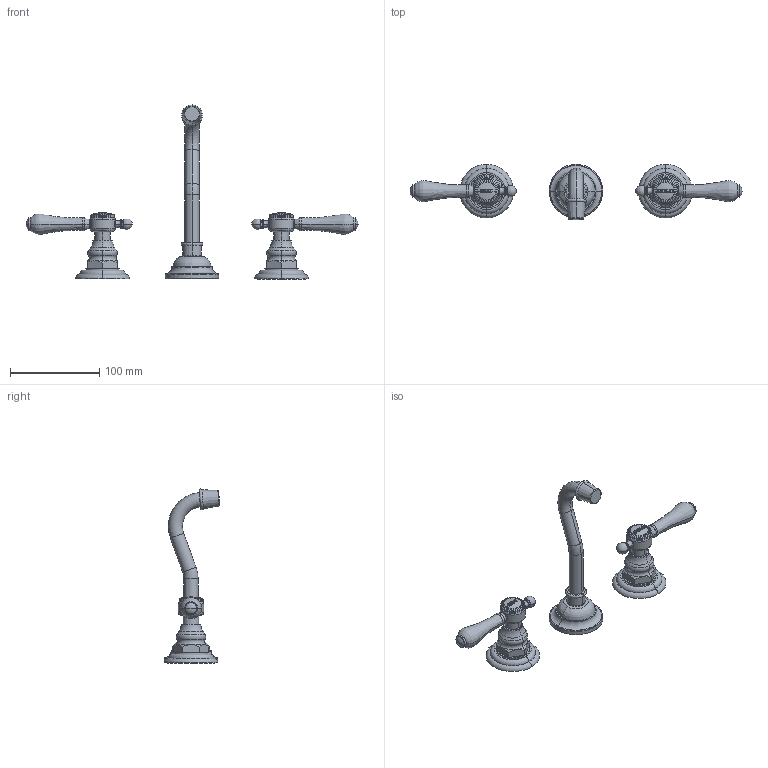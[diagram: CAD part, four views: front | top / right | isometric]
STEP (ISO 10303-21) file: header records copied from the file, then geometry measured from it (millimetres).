
FILE_DESCRIPTION((''),'2;1');
FILE_NAME('3-1031_SW0001','2020-11-25T08:32:04',('rsmith'),(''),'CREO PARAMETRIC BY PTC INC, 2018400','CREO PARAMETRIC BY PTC INC, 2018400','');
FILE_SCHEMA(('AUTOMOTIVE_DESIGN { 1 0 10303 214 1 1 1 1 }'));
Length unit declared in the file: inch
Products named in the file (1): 3-1031_SW0001
Bounding box: 371.32 x 62.1 x 194.64 mm (x, y, z)
Volume: 243579.3 mm3; surface area: 52657.6 mm2
Topology: 3 solids, 3 shells, 369 faces, 875 edges, 518 vertices
Faces by surface type: plane 127, cylinder 90, torus 62, cone 44, sphere 24, bspline 10, extrusion 8, revolution 4
Entity records: 17560 total; most frequent: CARTESIAN_POINT 4301, DIRECTION 1909, ORIENTED_EDGE 1726, PRESENTATION_STYLE_ASSIGNMENT 1100, STYLED_ITEM 870, CURVE_STYLE 867, EDGE_CURVE 863, AXIS2_PLACEMENT_3D 820
